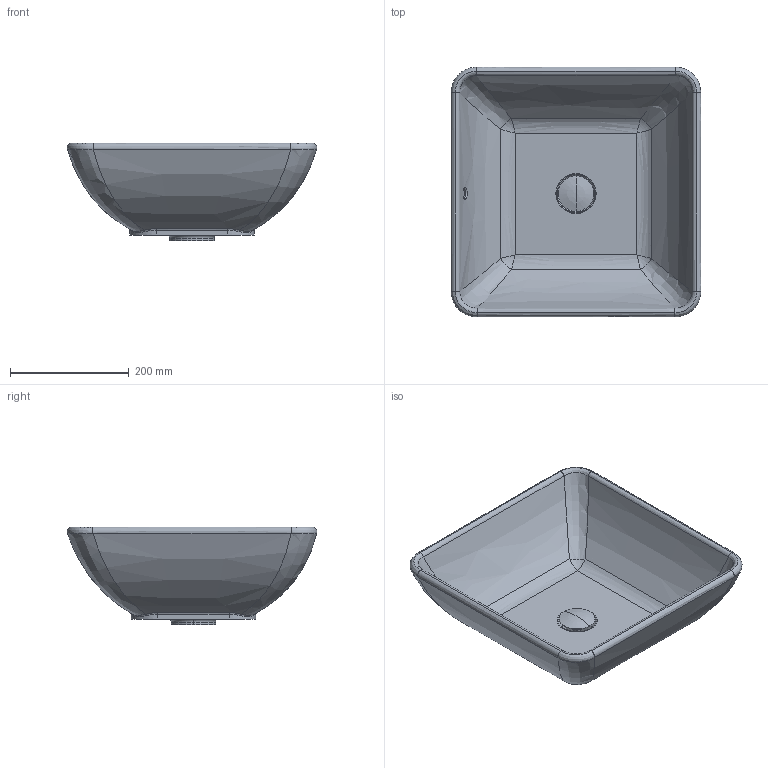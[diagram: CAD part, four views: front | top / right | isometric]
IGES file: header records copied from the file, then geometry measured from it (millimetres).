
Global section: file name: No Iges File Name specified; native system: Autodesk Inventor 2009; preprocessor: AutoDesk Inventor Iges Exporter R2009; author: Andreas; date: 20090209.170729; units: millimetre
Bounding box: 420.76 x 420.75 x 165 mm (x, y, z)
Volume: 4442617 mm3; surface area: 600531.3 mm2
Topology: 3 solids, 3 shells, 179 faces, 417 edges, 245 vertices
Faces by surface type: bspline 85, plane 32, cylinder 26, revolution 26, torus 8, cone 2
